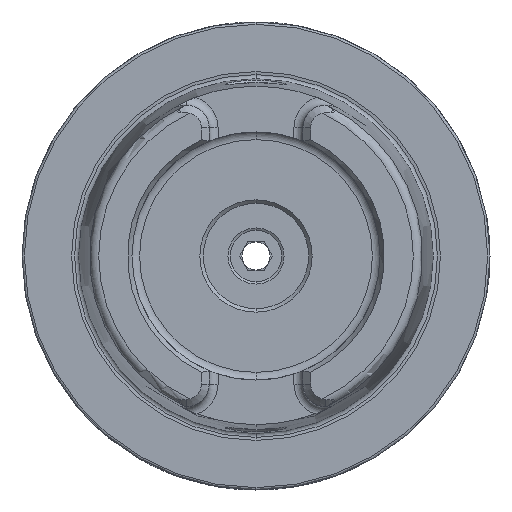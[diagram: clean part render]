
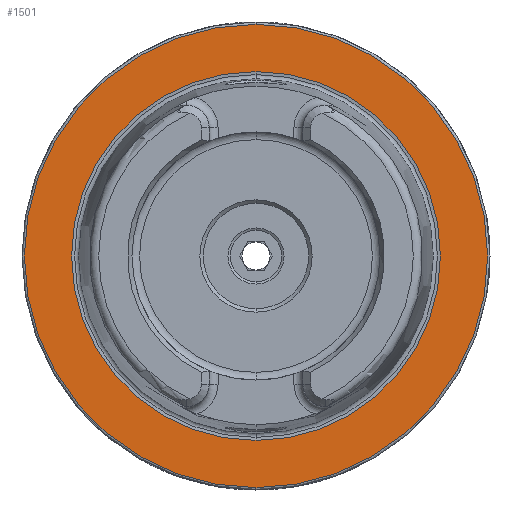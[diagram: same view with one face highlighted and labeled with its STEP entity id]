
A CAD part, left-side view. The second image highlights one B-rep face of the part: STEP entity #1501.
In plain terms, the highlighted planar face has unit normal (-1, 0, 0).
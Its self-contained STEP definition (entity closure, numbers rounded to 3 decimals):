
#1501 = ADVANCED_FACE ( 'NONE', ( #6293, #6286 ), #5567, .F. ) ;
#1666 = EDGE_CURVE ( 'NONE', #4468, #4469, #6568, .T. ) ;
#1670 = EDGE_CURVE ( 'NONE', #4473, #4474, #6571, .T. ) ;
#2539 = EDGE_LOOP ( 'NONE', ( #2762, #2763 ) ) ;
#2554 = EDGE_LOOP ( 'NONE', ( #2760, #2761 ) ) ;
#2760 = ORIENTED_EDGE ( 'NONE', *, *, #3178, .F. ) ;
#2761 = ORIENTED_EDGE ( 'NONE', *, *, #1670, .F. ) ;
#2762 = ORIENTED_EDGE ( 'NONE', *, *, #1666, .T. ) ;
#2763 = ORIENTED_EDGE ( 'NONE', *, *, #3177, .T. ) ;
#3177 = EDGE_CURVE ( 'NONE', #4469, #4468, #6992, .T. ) ;
#3178 = EDGE_CURVE ( 'NONE', #4474, #4473, #6994, .T. ) ;
#3493 = AXIS2_PLACEMENT_3D ( 'NONE', #5564, #5569, #5570 ) ;
#3654 = AXIS2_PLACEMENT_3D ( 'NONE', #6179, #6180, #6181 ) ;
#3657 = AXIS2_PLACEMENT_3D ( 'NONE', #6190, #6191, #6192 ) ;
#3803 = AXIS2_PLACEMENT_3D ( 'NONE', #8891, #8892, #8893 ) ;
#3804 = AXIS2_PLACEMENT_3D ( 'NONE', #8894, #8895, #8896 ) ;
#4468 = VERTEX_POINT ( 'NONE', #9865 ) ;
#4469 = VERTEX_POINT ( 'NONE', #9866 ) ;
#4473 = VERTEX_POINT ( 'NONE', #9870 ) ;
#4474 = VERTEX_POINT ( 'NONE', #9871 ) ;
#5564 = CARTESIAN_POINT ( 'NONE',  ( 0., 49.5, 0. ) ) ;
#5567 = PLANE ( 'NONE',  #3493 ) ;
#5569 = DIRECTION ( 'NONE',  ( 1., 0., 0. ) ) ;
#5570 = DIRECTION ( 'NONE',  ( 0., 0., -1. ) ) ;
#6179 = CARTESIAN_POINT ( 'NONE',  ( 0., 0., 0. ) ) ;
#6180 = DIRECTION ( 'NONE',  ( -1., 0., 0. ) ) ;
#6181 = DIRECTION ( 'NONE',  ( 0., 0., 1. ) ) ;
#6190 = CARTESIAN_POINT ( 'NONE',  ( 0., 0., 0. ) ) ;
#6191 = DIRECTION ( 'NONE',  ( -1., 0., 0. ) ) ;
#6192 = DIRECTION ( 'NONE',  ( 0., 0., 1. ) ) ;
#6286 = FACE_OUTER_BOUND ( 'NONE', #2539, .T. ) ;
#6293 = FACE_BOUND ( 'NONE', #2554, .T. ) ;
#6568 = CIRCLE ( 'NONE', #3654, 49.5 ) ;
#6571 = CIRCLE ( 'NONE', #3657, 39.405 ) ;
#6992 = CIRCLE ( 'NONE', #3803, 49.5 ) ;
#6994 = CIRCLE ( 'NONE', #3804, 39.405 ) ;
#8891 = CARTESIAN_POINT ( 'NONE',  ( 0., 0., 0. ) ) ;
#8892 = DIRECTION ( 'NONE',  ( -1., 0., 0. ) ) ;
#8893 = DIRECTION ( 'NONE',  ( 0., 0., 1. ) ) ;
#8894 = CARTESIAN_POINT ( 'NONE',  ( 0., 0., 0. ) ) ;
#8895 = DIRECTION ( 'NONE',  ( -1., 0., 0. ) ) ;
#8896 = DIRECTION ( 'NONE',  ( 0., 0., 1. ) ) ;
#9865 = CARTESIAN_POINT ( 'NONE',  ( 0., 0., 49.5 ) ) ;
#9866 = CARTESIAN_POINT ( 'NONE',  ( 0., 0., -49.5 ) ) ;
#9870 = CARTESIAN_POINT ( 'NONE',  ( 0., 0., -39.405 ) ) ;
#9871 = CARTESIAN_POINT ( 'NONE',  ( 0., 0., 39.405 ) ) ;
